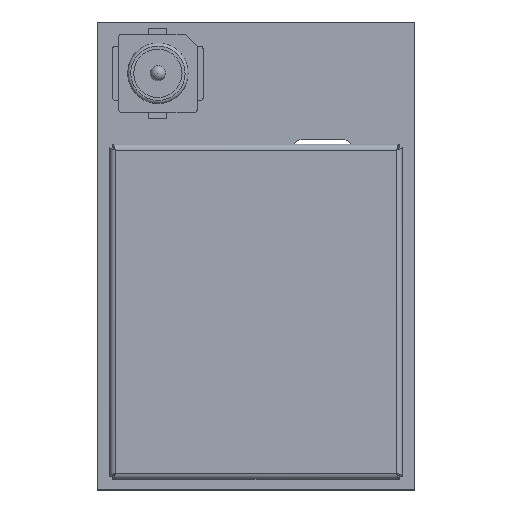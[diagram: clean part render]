
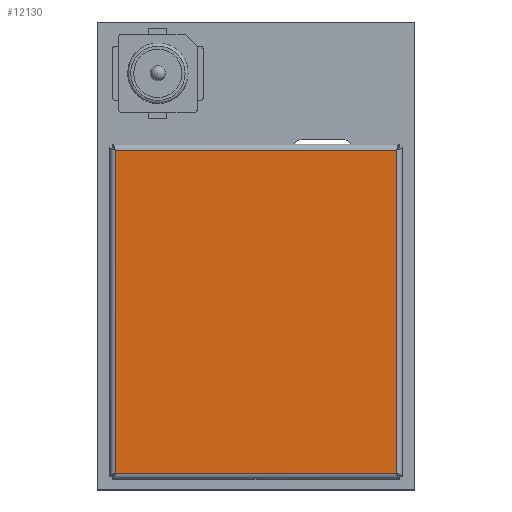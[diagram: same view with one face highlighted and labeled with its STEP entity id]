
A CAD part, top view. The second image highlights one B-rep face of the part: STEP entity #12130.
In plain terms, the highlighted planar face has unit normal (0, 0, 1).
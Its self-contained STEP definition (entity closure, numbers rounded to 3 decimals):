
#300=FACE_OUTER_BOUND('',#1076,.T.);
#1076=EDGE_LOOP('',(#8009,#8010,#8011,#8012));
#1921=LINE('',#17045,#3562);
#1922=LINE('',#17047,#3563);
#1923=LINE('',#17049,#3564);
#1924=LINE('',#17050,#3565);
#3562=VECTOR('',#13799,1000.);
#3563=VECTOR('',#13800,1000.);
#3564=VECTOR('',#13801,1000.);
#3565=VECTOR('',#13802,1000.);
#5203=VERTEX_POINT('',#17043);
#5204=VERTEX_POINT('',#17044);
#5205=VERTEX_POINT('',#17046);
#5206=VERTEX_POINT('',#17048);
#6320=EDGE_CURVE('',#5203,#5204,#1921,.T.);
#6321=EDGE_CURVE('',#5204,#5205,#1922,.T.);
#6322=EDGE_CURVE('',#5205,#5206,#1923,.T.);
#6323=EDGE_CURVE('',#5206,#5203,#1924,.T.);
#8009=ORIENTED_EDGE('',*,*,#6320,.T.);
#8010=ORIENTED_EDGE('',*,*,#6321,.T.);
#8011=ORIENTED_EDGE('',*,*,#6322,.T.);
#8012=ORIENTED_EDGE('',*,*,#6323,.T.);
#11384=PLANE('',#12990);
#12130=ADVANCED_FACE('',(#300),#11384,.T.);
#12990=AXIS2_PLACEMENT_3D('',#17042,#13797,#13798);
#13797=DIRECTION('center_axis',(0.,0.,1.));
#13798=DIRECTION('ref_axis',(0.,-1.,0.));
#13799=DIRECTION('',(-1.,0.,0.));
#13800=DIRECTION('',(0.,-1.,0.));
#13801=DIRECTION('',(1.,0.,0.));
#13802=DIRECTION('',(0.,1.,0.));
#17042=CARTESIAN_POINT('Origin',(0.,0.,2.));
#17043=CARTESIAN_POINT('',(4.65,3.5,2.));
#17044=CARTESIAN_POINT('',(-4.65,3.5,2.));
#17045=CARTESIAN_POINT('',(4.749,3.5,2.));
#17046=CARTESIAN_POINT('',(-4.65,-7.2,2.));
#17047=CARTESIAN_POINT('',(-4.65,3.599,2.));
#17048=CARTESIAN_POINT('',(4.65,-7.2,2.));
#17049=CARTESIAN_POINT('',(-4.749,-7.2,2.));
#17050=CARTESIAN_POINT('',(4.65,-7.299,2.));
